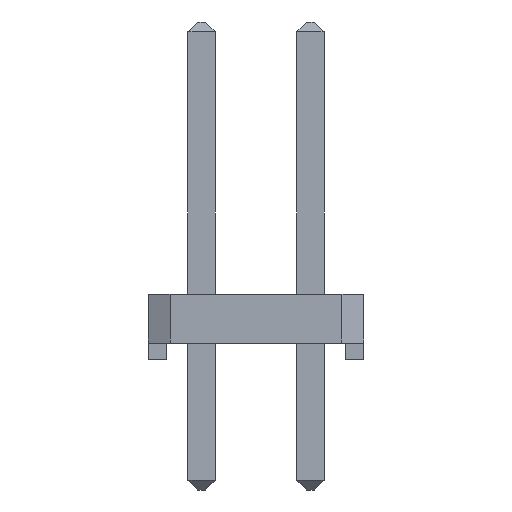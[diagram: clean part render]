
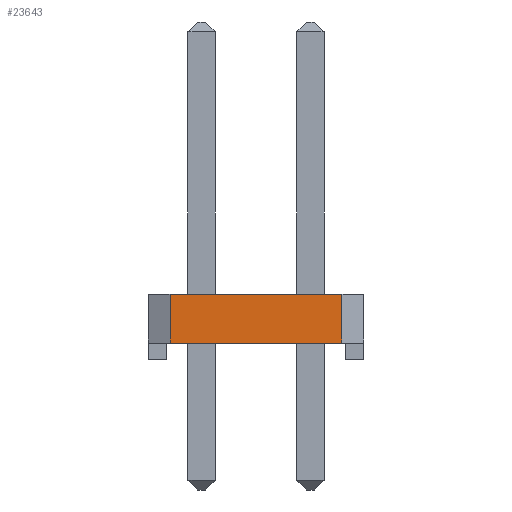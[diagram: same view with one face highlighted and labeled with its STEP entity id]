
A CAD part, left-side view. The second image highlights one B-rep face of the part: STEP entity #23643.
In plain terms, the highlighted planar face has unit normal (-1, 0, 0).
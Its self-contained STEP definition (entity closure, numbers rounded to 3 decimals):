
#23340=CARTESIAN_POINT('',(-21.59,-2.007,0.381));
#23341=VERTEX_POINT('',#23340);
#23348=CARTESIAN_POINT('',(-21.59,2.007,0.381));
#23349=VERTEX_POINT('',#23348);
#23350=CARTESIAN_POINT('',(-21.59,2.007,0.381));
#23351=DIRECTION('',(0.0,-1.0,0.0));
#23352=VECTOR('',#23351,4.013);
#23353=LINE('',#23350,#23352);
#23354=EDGE_CURVE('',#23349,#23341,#23353,.T.);
#23477=CARTESIAN_POINT('',(-21.59,-2.007,1.524));
#23478=VERTEX_POINT('',#23477);
#23485=CARTESIAN_POINT('',(-21.59,-2.007,1.524));
#23486=DIRECTION('',(0.0,0.0,-1.0));
#23487=VECTOR('',#23486,1.143);
#23488=LINE('',#23485,#23487);
#23489=EDGE_CURVE('',#23478,#23341,#23488,.T.);
#23609=CARTESIAN_POINT('',(-21.59,2.007,1.524));
#23610=VERTEX_POINT('',#23609);
#23611=CARTESIAN_POINT('',(-21.59,2.007,1.524));
#23612=DIRECTION('',(0.0,0.0,-1.0));
#23613=VECTOR('',#23612,1.143);
#23614=LINE('',#23611,#23613);
#23615=EDGE_CURVE('',#23610,#23349,#23614,.T.);
#23627=CARTESIAN_POINT('',(-21.59,2.007,1.524));
#23628=DIRECTION('',(-1.0,0.0,0.0));
#23629=DIRECTION('',(0.0,0.0,1.0));
#23630=AXIS2_PLACEMENT_3D('',#23627,#23628,#23629);
#23631=PLANE('',#23630);
#23632=ORIENTED_EDGE('',*,*,#23354,.T.);
#23633=ORIENTED_EDGE('',*,*,#23489,.F.);
#23634=CARTESIAN_POINT('',(-21.59,2.007,1.524));
#23635=DIRECTION('',(0.0,-1.0,0.0));
#23636=VECTOR('',#23635,4.013);
#23637=LINE('',#23634,#23636);
#23638=EDGE_CURVE('',#23610,#23478,#23637,.T.);
#23639=ORIENTED_EDGE('',*,*,#23638,.F.);
#23640=ORIENTED_EDGE('',*,*,#23615,.T.);
#23641=EDGE_LOOP('',(#23632,#23633,#23639,#23640));
#23642=FACE_OUTER_BOUND('',#23641,.T.);
#23643=ADVANCED_FACE('',(#23642),#23631,.T.);
